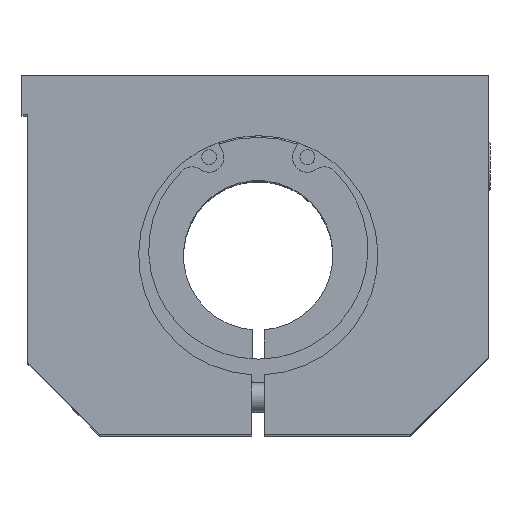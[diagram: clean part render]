
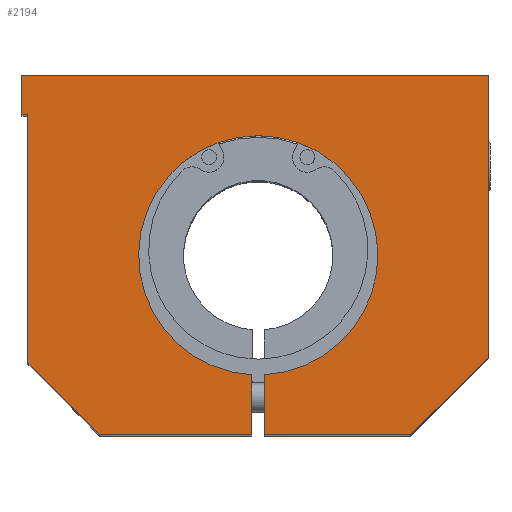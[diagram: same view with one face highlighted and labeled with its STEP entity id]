
A CAD part, top view. The second image highlights one B-rep face of the part: STEP entity #2194.
In plain terms, the highlighted planar face has unit normal (0, 0, 1).
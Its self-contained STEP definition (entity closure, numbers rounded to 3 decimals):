
#103=PLANE('',#2423);
#183=FACE_OUTER_BOUND('',#314,.T.);
#314=EDGE_LOOP('',(#1520,#1521,#1522,#1523,#1524,#1525,#1526,#1527,#1528,
#1529,#1530,#1531));
#470=LINE('',#3395,#669);
#471=LINE('',#3397,#670);
#472=LINE('',#3399,#671);
#473=LINE('',#3401,#672);
#474=LINE('',#3403,#673);
#475=LINE('',#3405,#674);
#476=LINE('',#3407,#675);
#477=LINE('',#3409,#676);
#478=LINE('',#3411,#677);
#479=LINE('',#3413,#678);
#480=LINE('',#3415,#679);
#669=VECTOR('',#2695,10.);
#670=VECTOR('',#2696,10.);
#671=VECTOR('',#2697,10.);
#672=VECTOR('',#2698,10.);
#673=VECTOR('',#2699,10.);
#674=VECTOR('',#2700,10.);
#675=VECTOR('',#2701,10.);
#676=VECTOR('',#2702,10.);
#677=VECTOR('',#2703,10.);
#678=VECTOR('',#2704,10.);
#679=VECTOR('',#2705,10.);
#872=CIRCLE('',#2424,20.);
#976=VERTEX_POINT('',#3393);
#977=VERTEX_POINT('',#3394);
#978=VERTEX_POINT('',#3396);
#979=VERTEX_POINT('',#3398);
#980=VERTEX_POINT('',#3400);
#981=VERTEX_POINT('',#3402);
#982=VERTEX_POINT('',#3404);
#983=VERTEX_POINT('',#3406);
#984=VERTEX_POINT('',#3408);
#985=VERTEX_POINT('',#3410);
#986=VERTEX_POINT('',#3412);
#987=VERTEX_POINT('',#3414);
#1193=EDGE_CURVE('',#976,#977,#470,.T.);
#1194=EDGE_CURVE('',#978,#977,#471,.T.);
#1195=EDGE_CURVE('',#979,#978,#472,.T.);
#1196=EDGE_CURVE('',#980,#979,#473,.T.);
#1197=EDGE_CURVE('',#981,#980,#474,.T.);
#1198=EDGE_CURVE('',#982,#981,#475,.T.);
#1199=EDGE_CURVE('',#983,#982,#476,.T.);
#1200=EDGE_CURVE('',#984,#983,#477,.T.);
#1201=EDGE_CURVE('',#985,#984,#478,.T.);
#1202=EDGE_CURVE('',#986,#985,#479,.T.);
#1203=EDGE_CURVE('',#986,#987,#480,.T.);
#1204=EDGE_CURVE('',#987,#976,#872,.T.);
#1520=ORIENTED_EDGE('',*,*,#1193,.T.);
#1521=ORIENTED_EDGE('',*,*,#1194,.F.);
#1522=ORIENTED_EDGE('',*,*,#1195,.F.);
#1523=ORIENTED_EDGE('',*,*,#1196,.F.);
#1524=ORIENTED_EDGE('',*,*,#1197,.F.);
#1525=ORIENTED_EDGE('',*,*,#1198,.F.);
#1526=ORIENTED_EDGE('',*,*,#1199,.F.);
#1527=ORIENTED_EDGE('',*,*,#1200,.F.);
#1528=ORIENTED_EDGE('',*,*,#1201,.F.);
#1529=ORIENTED_EDGE('',*,*,#1202,.F.);
#1530=ORIENTED_EDGE('',*,*,#1203,.T.);
#1531=ORIENTED_EDGE('',*,*,#1204,.T.);
#2194=ADVANCED_FACE('',(#183),#103,.T.);
#2423=AXIS2_PLACEMENT_3D('',#3392,#2693,#2694);
#2424=AXIS2_PLACEMENT_3D('',#3416,#2706,#2707);
#2693=DIRECTION('center_axis',(0.,0.,1.));
#2694=DIRECTION('ref_axis',(1.,0.,0.));
#2695=DIRECTION('',(0.,-1.,0.));
#2696=DIRECTION('',(-1.,0.,0.));
#2697=DIRECTION('',(-0.707,-0.707,0.));
#2698=DIRECTION('',(0.,-1.,0.));
#2699=DIRECTION('',(1.,0.,0.));
#2700=DIRECTION('',(0.,1.,0.));
#2701=DIRECTION('',(-1.,0.,0.));
#2702=DIRECTION('',(0.,1.,0.));
#2703=DIRECTION('',(-0.707,0.707,0.));
#2704=DIRECTION('',(-1.,0.,0.));
#2705=DIRECTION('',(0.,1.,0.));
#2706=DIRECTION('center_axis',(0.,0.,-1.));
#2707=DIRECTION('ref_axis',(-1.,0.,0.));
#3392=CARTESIAN_POINT('Origin',(-0.107,1.944,65.));
#3393=CARTESIAN_POINT('',(1.075,-19.971,65.));
#3394=CARTESIAN_POINT('',(1.075,-30.,65.));
#3395=CARTESIAN_POINT('',(1.075,-14.028,65.));
#3396=CARTESIAN_POINT('',(25.5,-30.,65.));
#3397=CARTESIAN_POINT('',(25.5,-30.,65.));
#3398=CARTESIAN_POINT('',(38.5,-17.,65.));
#3399=CARTESIAN_POINT('',(38.5,-17.,65.));
#3400=CARTESIAN_POINT('',(38.5,30.,65.));
#3401=CARTESIAN_POINT('',(38.5,30.,65.));
#3402=CARTESIAN_POINT('',(-39.5,30.,65.));
#3403=CARTESIAN_POINT('',(-38.5,30.,65.));
#3404=CARTESIAN_POINT('',(-39.5,23.5,65.));
#3405=CARTESIAN_POINT('',(-39.5,23.5,65.));
#3406=CARTESIAN_POINT('',(-38.5,23.5,65.));
#3407=CARTESIAN_POINT('',(-38.5,23.5,65.));
#3408=CARTESIAN_POINT('',(-38.5,-18.,65.));
#3409=CARTESIAN_POINT('',(-38.5,-18.,65.));
#3410=CARTESIAN_POINT('',(-26.5,-30.,65.));
#3411=CARTESIAN_POINT('',(-26.5,-30.,65.));
#3412=CARTESIAN_POINT('',(-1.075,-30.,65.));
#3413=CARTESIAN_POINT('',(25.5,-30.,65.));
#3414=CARTESIAN_POINT('',(-1.075,-19.971,65.));
#3415=CARTESIAN_POINT('',(-1.075,-8.513,65.));
#3416=CARTESIAN_POINT('Origin',(0.,0.,65.));
